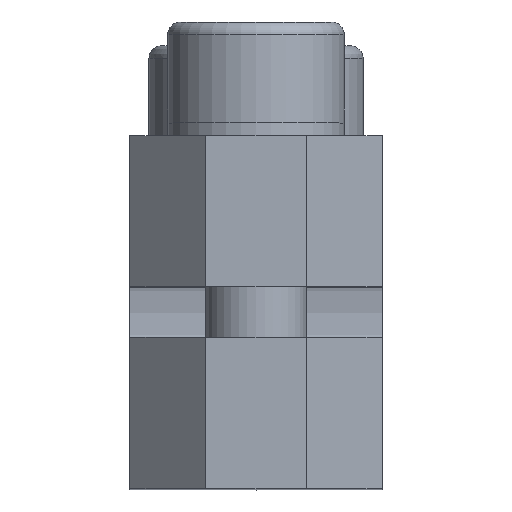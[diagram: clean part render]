
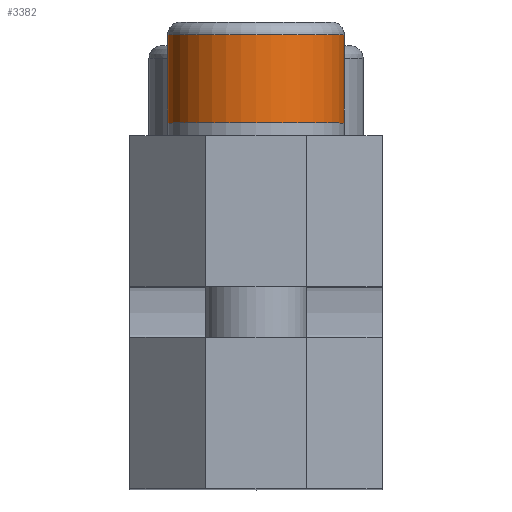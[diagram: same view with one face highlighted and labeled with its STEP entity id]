
A CAD part, top view. The second image highlights one B-rep face of the part: STEP entity #3382.
In plain terms, the highlighted cylindrical face has radius 3.5 mm (diameter 7 mm), a full revolution.
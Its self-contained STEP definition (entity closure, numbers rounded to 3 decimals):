
#3340=CARTESIAN_POINT('',(0.5,-20.017,-0.461));
#3341=VERTEX_POINT('',#3340);
#3342=CARTESIAN_POINT('',(0.5,-23.517,-0.461));
#3343=DIRECTION('',(-1.0,0.0,0.0));
#3344=DIRECTION('',(0.0,-1.0,0.0));
#3345=AXIS2_PLACEMENT_3D('',#3342,#3343,#3344);
#3346=CIRCLE('',#3345,3.5);
#3347=EDGE_CURVE('',#3341,#3341,#3346,.T.);
#3363=CARTESIAN_POINT('',(0.0,-23.517,-0.461));
#3364=DIRECTION('',(1.0,0.0,0.0));
#3365=DIRECTION('',(0.0,-1.0,0.0));
#3366=AXIS2_PLACEMENT_3D('',#3363,#3364,#3365);
#3367=CYLINDRICAL_SURFACE('',#3366,3.5);
#3368=CARTESIAN_POINT('',(4.0,-20.017,-0.461));
#3369=VERTEX_POINT('',#3368);
#3370=CARTESIAN_POINT('',(4.0,-23.517,-0.461));
#3371=DIRECTION('',(-1.0,0.0,0.0));
#3372=DIRECTION('',(0.0,-1.0,0.0));
#3373=AXIS2_PLACEMENT_3D('',#3370,#3371,#3372);
#3374=CIRCLE('',#3373,3.5);
#3375=EDGE_CURVE('',#3369,#3369,#3374,.T.);
#3376=ORIENTED_EDGE('',*,*,#3375,.T.);
#3377=EDGE_LOOP('',(#3376));
#3378=FACE_OUTER_BOUND('',#3377,.T.);
#3379=ORIENTED_EDGE('',*,*,#3347,.F.);
#3380=EDGE_LOOP('',(#3379));
#3381=FACE_BOUND('',#3380,.T.);
#3382=ADVANCED_FACE('',(#3378,#3381),#3367,.T.);
